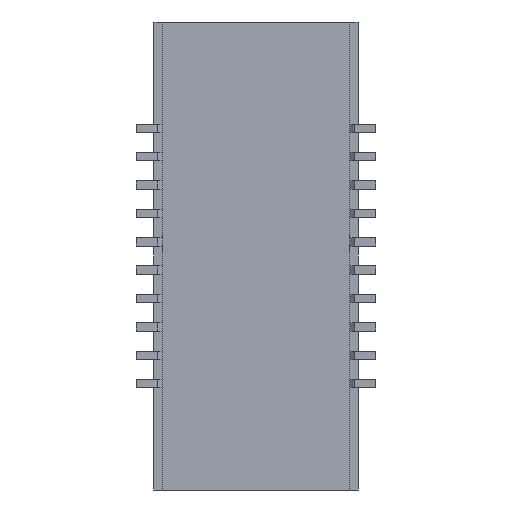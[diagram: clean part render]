
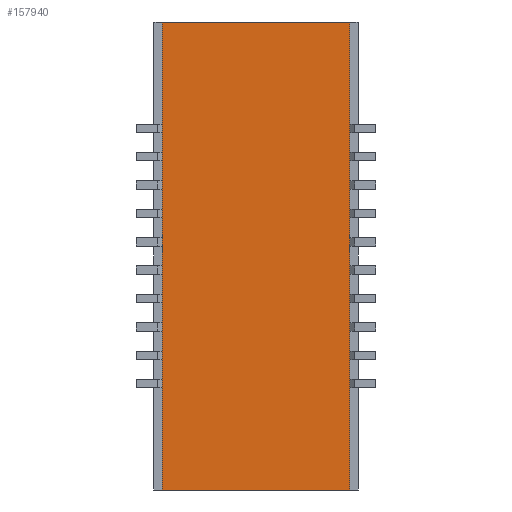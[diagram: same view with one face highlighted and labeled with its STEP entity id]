
A CAD part, front view. The second image highlights one B-rep face of the part: STEP entity #157940.
In plain terms, the highlighted face is planar.
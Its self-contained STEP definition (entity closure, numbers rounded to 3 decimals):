
#32720=CARTESIAN_POINT('',(-1.32,0.,1.415));
#32730=VERTEX_POINT('',#32720);
#32760=CARTESIAN_POINT('',(0.,0.,1.415));
#32770=DIRECTION('',(1.,0.,0.));
#32780=VECTOR('',#32770,1.);
#32790=LINE('',#32760,#32780);
#32800=CARTESIAN_POINT('',(1.32,0.,1.415));
#32810=VERTEX_POINT('',#32800);
#32820=EDGE_CURVE('',#32730,#32810,#32790,.T.);
#89860=CARTESIAN_POINT('',(1.32,0.,-5.185));
#89870=VERTEX_POINT('',#89860);
#89990=CARTESIAN_POINT('',(1.32,0.,1.415));
#90000=DIRECTION('',(0.,0.,-1.));
#90010=VECTOR('',#90000,1.);
#90020=LINE('',#89990,#90010);
#90030=EDGE_CURVE('',#32810,#89870,#90020,.T.);
#146280=CARTESIAN_POINT('',(0.,0.,-5.185));
#146290=DIRECTION('',(-1.,0.,0.));
#146300=VECTOR('',#146290,1.);
#146310=LINE('',#146280,#146300);
#146320=CARTESIAN_POINT('',(-1.32,0.,-5.185));
#146330=VERTEX_POINT('',#146320);
#146340=EDGE_CURVE('',#89870,#146330,#146310,.T.);
#157560=CARTESIAN_POINT('',(-1.32,0.,-5.185));
#157570=DIRECTION('',(0.,0.,1.));
#157580=VECTOR('',#157570,1.);
#157590=LINE('',#157560,#157580);
#157600=EDGE_CURVE('',#146330,#32730,#157590,.T.);
#157830=CARTESIAN_POINT('',(-0.072,0.,
-4.588));
#157840=DIRECTION('',(0.,1.,0.));
#157850=DIRECTION('',(-1.,0.,0.));
#157860=AXIS2_PLACEMENT_3D('',#157830,#157840,#157850);
#157870=PLANE('',#157860);
#157880=ORIENTED_EDGE('',*,*,#146340,.T.);
#157890=ORIENTED_EDGE('',*,*,#90030,.T.);
#157900=ORIENTED_EDGE('',*,*,#32820,.T.);
#157910=ORIENTED_EDGE('',*,*,#157600,.T.);
#157920=EDGE_LOOP('',(#157910,#157900,#157890,#157880));
#157930=FACE_OUTER_BOUND('',#157920,.T.);
#157940=ADVANCED_FACE('',(#157930),#157870,.T.);
